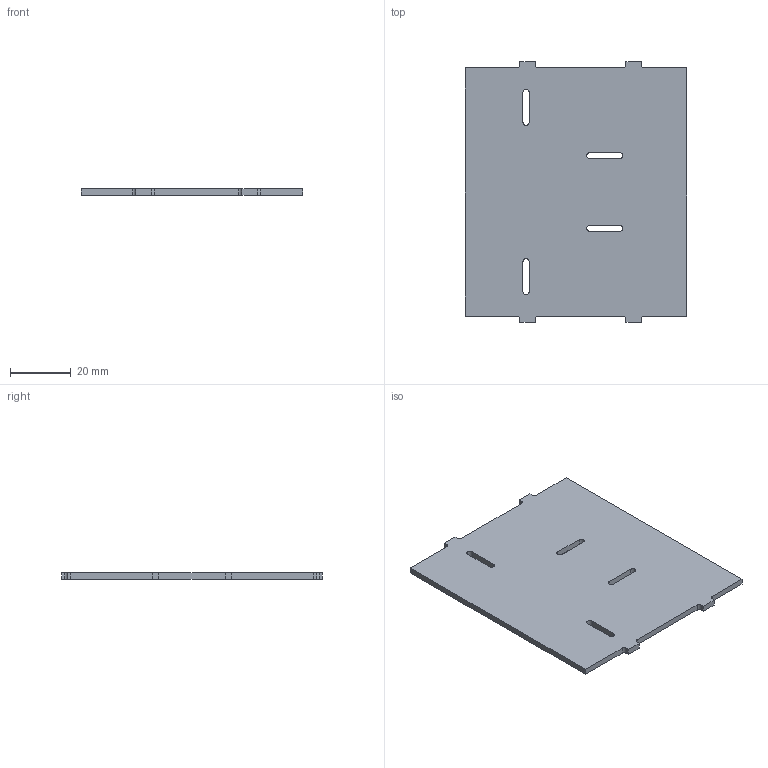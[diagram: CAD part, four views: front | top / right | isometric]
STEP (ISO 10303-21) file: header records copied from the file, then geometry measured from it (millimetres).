
FILE_DESCRIPTION(('CATIA V5 STEP Exchange'),'2;1');
FILE_NAME('FR_10001_3 (Frame Brake).stp','2020-02-26T08:22:43+00:00',('none'),('none'),'CATIA Version 5 Release 19 SP 2 (IN-10)','CATIA V5 STEP AP203','none');
FILE_SCHEMA(('CONFIG_CONTROL_DESIGN'));
Length unit declared in the file: millimetre
Products named in the file (1): FR_11001_3 (Frame Throttle)
Bounding box: 73 x 86 x 2 mm (x, y, z)
Volume: 11870.3 mm3; surface area: 12725.7 mm2
Topology: 1 solids, 1 shells, 54 faces, 156 edges, 104 vertices
Faces by surface type: plane 38, cylinder 16
Entity records: 1698 total; most frequent: ORIENTED_EDGE 312, CARTESIAN_POINT 295, DIRECTION 224, EDGE_CURVE 156, VECTOR 124, LINE 124, VERTEX_POINT 104, AXIS2_PLACEMENT_3D 67
